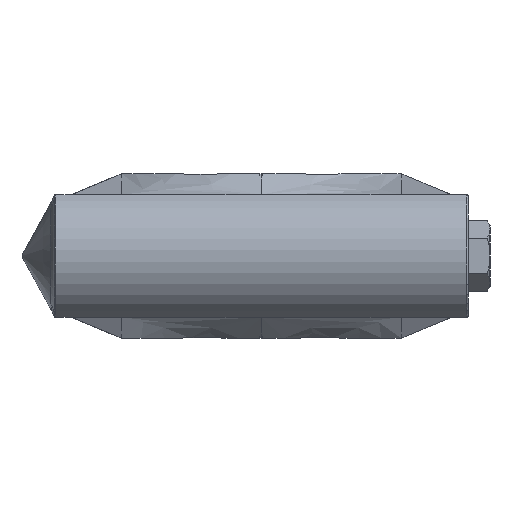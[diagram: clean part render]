
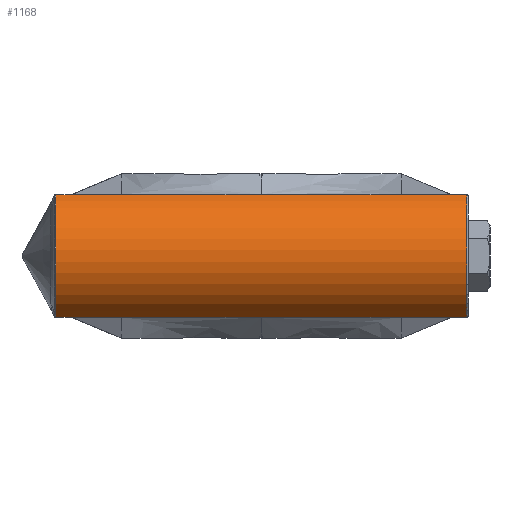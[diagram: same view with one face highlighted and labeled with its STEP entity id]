
A CAD part, left-side view. The second image highlights one B-rep face of the part: STEP entity #1168.
In plain terms, the highlighted cylindrical face has radius 12.332 mm (diameter 24.664 mm), a partial arc.
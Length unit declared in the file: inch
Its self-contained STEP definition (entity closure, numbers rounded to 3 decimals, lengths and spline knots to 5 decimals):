
#5 = ORIENTED_EDGE ( 'NONE', *, *, #475, .T. ) ;
#33 = CARTESIAN_POINT ( 'NONE',  ( -1.405, 2.157, 0.4375 ) ) ;
#46 = CARTESIAN_POINT ( 'NONE',  ( -1.405, -0.679, -0.4375 ) ) ;
#48 = VERTEX_POINT ( 'NONE', #2660 ) ;
#53 = CARTESIAN_POINT ( 'NONE',  ( -1.19449, -1.321, 0. ) ) ;
#76 = CARTESIAN_POINT ( 'NONE',  ( -1.405, 0.34567, 0.4375 ) ) ;
#89 = LINE ( 'NONE', #1061, #1463 ) ;
#106 = CARTESIAN_POINT ( 'NONE',  ( -1.405, 2.679, -0.4375 ) ) ;
#142 = VECTOR ( 'NONE', #203, 39.37008 ) ;
#149 = DIRECTION ( 'NONE',  ( 0., 1., 0. ) ) ;
#159 = ORIENTED_EDGE ( 'NONE', *, *, #184, .F. ) ;
#167 = LINE ( 'NONE', #864, #1085 ) ;
#184 = EDGE_CURVE ( 'NONE', #1208, #514, #1758, .T. ) ;
#203 = DIRECTION ( 'NONE',  ( 0., 1., 0. ) ) ;
#225 = VERTEX_POINT ( 'NONE', #2705 ) ;
#275 = VECTOR ( 'NONE', #2489, 39.37008 ) ;
#283 = LINE ( 'NONE', #1236, #1790 ) ;
#284 = EDGE_CURVE ( 'NONE', #538, #48, #1307, .T. ) ;
#342 = CARTESIAN_POINT ( 'NONE',  ( -1.405, -0.799, -0.4375 ) ) ;
#354 = CARTESIAN_POINT ( 'NONE',  ( -1.405, 0.679, -0.4375 ) ) ;
#452 = CARTESIAN_POINT ( 'NONE',  ( -1.405, 1.34567, 0.4375 ) ) ;
#475 = EDGE_CURVE ( 'NONE', #1570, #538, #283, .T. ) ;
#514 = VERTEX_POINT ( 'NONE', #46 ) ;
#528 = VECTOR ( 'NONE', #1233, 39.37008 ) ;
#538 = VERTEX_POINT ( 'NONE', #1213 ) ;
#619 = CARTESIAN_POINT ( 'NONE',  ( -1.405, 1.34567, -0.4375 ) ) ;
#622 = ORIENTED_EDGE ( 'NONE', *, *, #1617, .T. ) ;
#665 = CARTESIAN_POINT ( 'NONE',  ( -1.405, -0.789, 0.4375 ) ) ;
#706 = CARTESIAN_POINT ( 'NONE',  ( -1.405, 1.01233, 0.4375 ) ) ;
#709 = CIRCLE ( 'NONE', #2937, 0.48551 ) ;
#715 = EDGE_CURVE ( 'NONE', #1208, #1837, #2669, .T. ) ;
#740 = ORIENTED_EDGE ( 'NONE', *, *, #2852, .T. ) ;
#748 = DIRECTION ( 'NONE',  ( 0., -1., 0. ) ) ;
#753 = EDGE_CURVE ( 'NONE', #1629, #225, #2635, .T. ) ;
#796 = AXIS2_PLACEMENT_3D ( 'NONE', #1050, #1694, #2408 ) ;
#864 = CARTESIAN_POINT ( 'NONE',  ( -1.405, 2.679, 0.4375 ) ) ;
#879 = CARTESIAN_POINT ( 'NONE',  ( -1.405, 1.01233, -0.4375 ) ) ;
#920 = ORIENTED_EDGE ( 'NONE', *, *, #1075, .F. ) ;
#928 = ORIENTED_EDGE ( 'NONE', *, *, #1341, .T. ) ;
#933 = ORIENTED_EDGE ( 'NONE', *, *, #2908, .F. ) ;
#951 = VERTEX_POINT ( 'NONE', #1856 ) ;
#956 = VERTEX_POINT ( 'NONE', #2074 ) ;
#1003 = DIRECTION ( 'NONE',  ( 0., 0., 1. ) ) ;
#1040 = ORIENTED_EDGE ( 'NONE', *, *, #1846, .T. ) ;
#1042 = CARTESIAN_POINT ( 'NONE',  ( -1.405, 2.147, 0.4375 ) ) ;
#1046 = CARTESIAN_POINT ( 'NONE',  ( -1.405, -0.789, -0.4375 ) ) ;
#1049 = EDGE_CURVE ( 'NONE', #2796, #2347, #2913, .T. ) ;
#1050 = CARTESIAN_POINT ( 'NONE',  ( -1.19449, -0.789, 0. ) ) ;
#1059 = DIRECTION ( 'NONE',  ( 0., -1., 0. ) ) ;
#1061 = CARTESIAN_POINT ( 'NONE',  ( -1.405, -0.799, 0.4375 ) ) ;
#1075 = EDGE_CURVE ( 'NONE', #1207, #951, #2621, .T. ) ;
#1080 = B_SPLINE_CURVE_WITH_KNOTS ( 'NONE', 3,
 ( #1995, #879, #619, #1340 ),
 .UNSPECIFIED., .F., .F.,
 ( 4, 4 ),
 ( 0., 1. ),
 .UNSPECIFIED. ) ;
#1085 = VECTOR ( 'NONE', #1787, 39.37008 ) ;
#1168 = ADVANCED_FACE ( 'NONE', ( #2187 ), #2875, .T. ) ;
#1207 = VERTEX_POINT ( 'NONE', #2162 ) ;
#1208 = VERTEX_POINT ( 'NONE', #1046 ) ;
#1213 = CARTESIAN_POINT ( 'NONE',  ( -1.405, 2.037, -0.4375 ) ) ;
#1233 = DIRECTION ( 'NONE',  ( 0., -1., 0. ) ) ;
#1235 = CARTESIAN_POINT ( 'NONE',  ( -1.405, -1.321, -0.4375 ) ) ;
#1236 = CARTESIAN_POINT ( 'NONE',  ( -1.405, 2.157, -0.4375 ) ) ;
#1253 = CARTESIAN_POINT ( 'NONE',  ( -1.405, -0.321, 0.4375 ) ) ;
#1303 = CARTESIAN_POINT ( 'NONE',  ( -1.405, 0.34567, -0.4375 ) ) ;
#1307 = LINE ( 'NONE', #106, #2774 ) ;
#1308 = B_SPLINE_CURVE_WITH_KNOTS ( 'NONE', 3,
 ( #2712, #706, #452, #2272 ),
 .UNSPECIFIED., .F., .F.,
 ( 4, 4 ),
 ( 0., 1. ),
 .UNSPECIFIED. ) ;
#1333 = CARTESIAN_POINT ( 'NONE',  ( -1.405, -0.321, -0.4375 ) ) ;
#1340 = CARTESIAN_POINT ( 'NONE',  ( -1.405, 1.679, -0.4375 ) ) ;
#1341 = EDGE_CURVE ( 'NONE', #1659, #951, #2253, .T. ) ;
#1454 = VECTOR ( 'NONE', #1907, 39.37008 ) ;
#1463 = VECTOR ( 'NONE', #149, 39.37008 ) ;
#1474 = CARTESIAN_POINT ( 'NONE',  ( -1.405, 2.037, 0.4375 ) ) ;
#1478 = CARTESIAN_POINT ( 'NONE',  ( -1.405, 0.01233, 0.4375 ) ) ;
#1570 = VERTEX_POINT ( 'NONE', #2159 ) ;
#1617 = EDGE_CURVE ( 'NONE', #1837, #1659, #89, .T. ) ;
#1624 = ORIENTED_EDGE ( 'NONE', *, *, #1800, .F. ) ;
#1629 = VERTEX_POINT ( 'NONE', #354 ) ;
#1654 = DIRECTION ( 'NONE',  ( 0., 0., 1. ) ) ;
#1659 = VERTEX_POINT ( 'NONE', #2881 ) ;
#1668 = EDGE_LOOP ( 'NONE', ( #2345, #740, #5, #1762, #1624, #2762, #1702, #159, #2137, #622, #928, #920, #1040, #933 ) ) ;
#1694 = DIRECTION ( 'NONE',  ( 0., 1., 0. ) ) ;
#1702 = ORIENTED_EDGE ( 'NONE', *, *, #2871, .F. ) ;
#1745 = CARTESIAN_POINT ( 'NONE',  ( -1.405, 0.679, -0.4375 ) ) ;
#1758 = LINE ( 'NONE', #342, #1454 ) ;
#1762 = ORIENTED_EDGE ( 'NONE', *, *, #284, .T. ) ;
#1787 = DIRECTION ( 'NONE',  ( 0., -1., 0. ) ) ;
#1790 = VECTOR ( 'NONE', #748, 39.37008 ) ;
#1800 = EDGE_CURVE ( 'NONE', #1629, #48, #1080, .T. ) ;
#1837 = VERTEX_POINT ( 'NONE', #665 ) ;
#1846 = EDGE_CURVE ( 'NONE', #1207, #956, #1308, .T. ) ;
#1856 = CARTESIAN_POINT ( 'NONE',  ( -1.405, -0.321, 0.4375 ) ) ;
#1907 = DIRECTION ( 'NONE',  ( 0., 1., 0. ) ) ;
#1995 = CARTESIAN_POINT ( 'NONE',  ( -1.405, 0.679, -0.4375 ) ) ;
#2016 = AXIS2_PLACEMENT_3D ( 'NONE', #53, #2352, #1654 ) ;
#2048 = CARTESIAN_POINT ( 'NONE',  ( -1.405, -1.321, 0.4375 ) ) ;
#2074 = CARTESIAN_POINT ( 'NONE',  ( -1.405, 1.679, 0.4375 ) ) ;
#2137 = ORIENTED_EDGE ( 'NONE', *, *, #715, .T. ) ;
#2159 = CARTESIAN_POINT ( 'NONE',  ( -1.405, 2.147, -0.4375 ) ) ;
#2162 = CARTESIAN_POINT ( 'NONE',  ( -1.405, 0.679, 0.4375 ) ) ;
#2187 = FACE_OUTER_BOUND ( 'NONE', #1668, .T. ) ;
#2253 = LINE ( 'NONE', #2048, #142 ) ;
#2272 = CARTESIAN_POINT ( 'NONE',  ( -1.405, 1.679, 0.4375 ) ) ;
#2345 = ORIENTED_EDGE ( 'NONE', *, *, #1049, .F. ) ;
#2347 = VERTEX_POINT ( 'NONE', #1474 ) ;
#2352 = DIRECTION ( 'NONE',  ( 0., 1., 0. ) ) ;
#2353 = DIRECTION ( 'NONE',  ( 0., -1., 0. ) ) ;
#2408 = DIRECTION ( 'NONE',  ( 0., 0., -1. ) ) ;
#2459 = CARTESIAN_POINT ( 'NONE',  ( -1.405, 0.01233, -0.4375 ) ) ;
#2489 = DIRECTION ( 'NONE',  ( 0., 1., 0. ) ) ;
#2597 = CARTESIAN_POINT ( 'NONE',  ( -1.405, 0.679, 0.4375 ) ) ;
#2621 = B_SPLINE_CURVE_WITH_KNOTS ( 'NONE', 3,
 ( #2597, #76, #1478, #1253 ),
 .UNSPECIFIED., .F., .F.,
 ( 4, 4 ),
 ( 0., 1. ),
 .UNSPECIFIED. ) ;
#2629 = LINE ( 'NONE', #1235, #275 ) ;
#2635 = B_SPLINE_CURVE_WITH_KNOTS ( 'NONE', 3,
 ( #1745, #1303, #2459, #1333 ),
 .UNSPECIFIED., .F., .F.,
 ( 4, 4 ),
 ( 0., 1. ),
 .UNSPECIFIED. ) ;
#2660 = CARTESIAN_POINT ( 'NONE',  ( -1.405, 1.679, -0.4375 ) ) ;
#2669 = CIRCLE ( 'NONE', #796, 0.48551 ) ;
#2705 = CARTESIAN_POINT ( 'NONE',  ( -1.405, -0.321, -0.4375 ) ) ;
#2712 = CARTESIAN_POINT ( 'NONE',  ( -1.405, 0.679, 0.4375 ) ) ;
#2762 = ORIENTED_EDGE ( 'NONE', *, *, #753, .T. ) ;
#2774 = VECTOR ( 'NONE', #1059, 39.37008 ) ;
#2796 = VERTEX_POINT ( 'NONE', #1042 ) ;
#2836 = CARTESIAN_POINT ( 'NONE',  ( -1.19449, 2.147, 0. ) ) ;
#2852 = EDGE_CURVE ( 'NONE', #2796, #1570, #709, .T. ) ;
#2871 = EDGE_CURVE ( 'NONE', #514, #225, #2629, .T. ) ;
#2875 = CYLINDRICAL_SURFACE ( 'NONE', #2016, 0.48551 ) ;
#2881 = CARTESIAN_POINT ( 'NONE',  ( -1.405, -0.679, 0.4375 ) ) ;
#2908 = EDGE_CURVE ( 'NONE', #2347, #956, #167, .T. ) ;
#2913 = LINE ( 'NONE', #33, #528 ) ;
#2937 = AXIS2_PLACEMENT_3D ( 'NONE', #2836, #2353, #1003 ) ;
